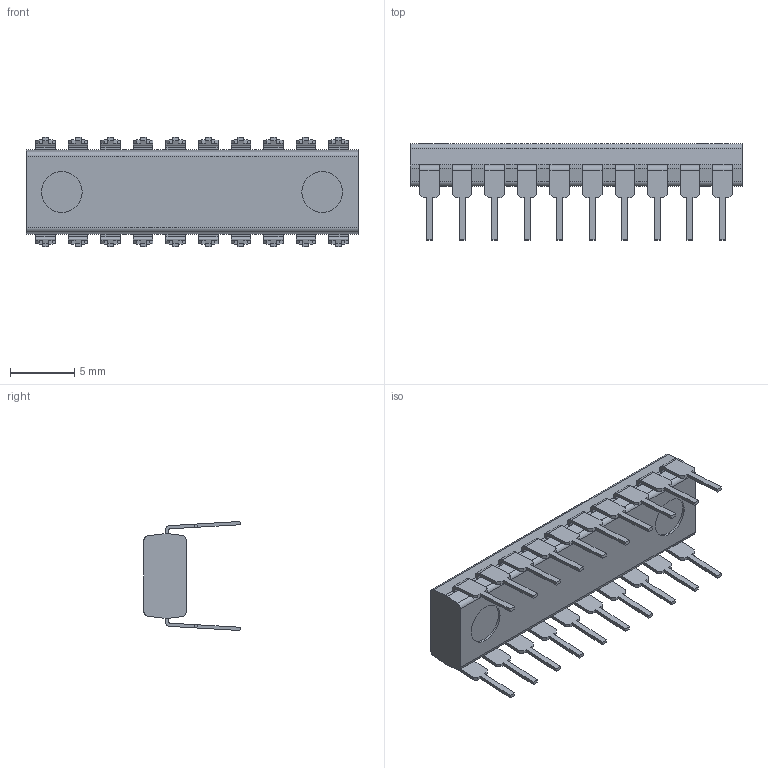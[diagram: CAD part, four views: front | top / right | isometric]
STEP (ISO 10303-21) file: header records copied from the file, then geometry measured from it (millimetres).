
FILE_DESCRIPTION((''),'2;1');
FILE_NAME('N20A_ASM','2011-06-29T',('CKXSSC'),(''),'PRO/ENGINEER BY PARAMETRIC TECHNOLOGY CORPORATION, 2009060','PRO/ENGINEER BY PARAMETRIC TECHNOLOGY CORPORATION, 2009060','');
FILE_SCHEMA(('AUTOMOTIVE_DESIGN_CC2 { 1 2 10303 214 -1 1 5 2 }'));
Length unit declared in the file: inch
Products named in the file (3): BODY_OPT1_N20A; LEAD_N20A; N20A_ASM
Assembly tree (21 placements, depth 2):
  N20A_ASM
    BODY_OPT1_N20A
    LEAD_N20A  x20
Bounding box: 25.91 x 7.51 x 8.51 mm (x, y, z)
Volume: 572.8 mm3; surface area: 835.6 mm2
Topology: 21 solids, 21 shells, 350 faces, 910 edges, 605 vertices
Faces by surface type: plane 294, cylinder 54, sphere 2
Entity records: 1939 total; most frequent: DIRECTION 284, CARTESIAN_POINT 253, ORIENTED_EDGE 220, PRESENTATION_STYLE_ASSIGNMENT 112, STYLED_ITEM 112, CURVE_STYLE 110, EDGE_CURVE 110, AXIS2_PLACEMENT_3D 104
